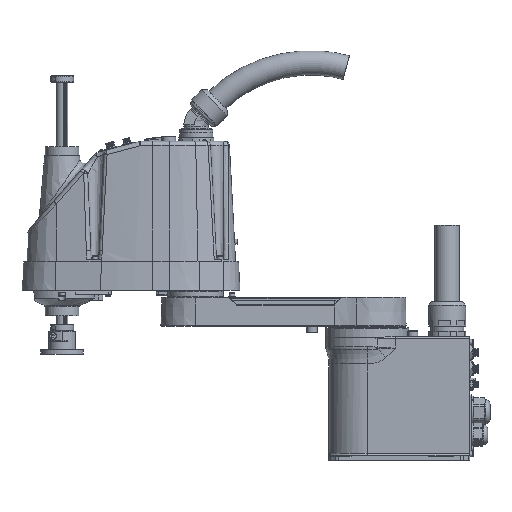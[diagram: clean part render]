
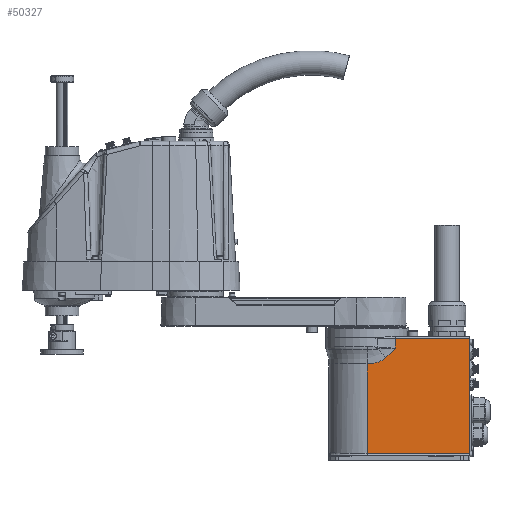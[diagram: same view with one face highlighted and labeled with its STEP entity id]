
A CAD part, front view. The second image highlights one B-rep face of the part: STEP entity #50327.
In plain terms, the highlighted planar face has unit normal (0, -1, 0).
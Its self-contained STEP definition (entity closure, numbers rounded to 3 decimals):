
#96 = DIRECTION ( 'NONE',  ( 0., 0., -1. ) ) ;
#1112 = EDGE_CURVE ( 'NONE', #6584, #61828, #31929, .T. ) ;
#1117 = DIRECTION ( 'NONE',  ( -1., 0., 0. ) ) ;
#5084 = AXIS2_PLACEMENT_3D ( 'NONE', #40876, #39347, #15955 ) ;
#5767 = VECTOR ( 'NONE', #96, 1000. ) ;
#5790 = VERTEX_POINT ( 'NONE', #39389 ) ;
#6584 = VERTEX_POINT ( 'NONE', #7665 ) ;
#7665 = CARTESIAN_POINT ( 'NONE',  ( 37.017, -50., 148. ) ) ;
#8747 = LINE ( 'NONE', #67980, #71982 ) ;
#8752 = CARTESIAN_POINT ( 'NONE',  ( 8.893, -50., 128.1 ) ) ;
#8993 = VECTOR ( 'NONE', #1117, 1000. ) ;
#9115 = CARTESIAN_POINT ( 'NONE',  ( 1.121, -50., 127.27 ) ) ;
#10609 = VERTEX_POINT ( 'NONE', #51630 ) ;
#12114 = VECTOR ( 'NONE', #21914, 1000. ) ;
#12997 = CARTESIAN_POINT ( 'NONE',  ( 28.852, -50., 139.835 ) ) ;
#15344 = CARTESIAN_POINT ( 'NONE',  ( 15.225, -50., 129.993 ) ) ;
#15955 = DIRECTION ( 'NONE',  ( 0., 0., 1. ) ) ;
#16551 = VERTEX_POINT ( 'NONE', #48708 ) ;
#17095 = PLANE ( 'NONE',  #5084 ) ;
#18282 = VERTEX_POINT ( 'NONE', #28620 ) ;
#20079 = CARTESIAN_POINT ( 'NONE',  ( 24.678, -50., 135.845 ) ) ;
#20604 = ORIENTED_EDGE ( 'NONE', *, *, #22080, .T. ) ;
#21213 = CARTESIAN_POINT ( 'NONE',  ( 24.678, -50., 135.845 ) ) ;
#21914 = DIRECTION ( 'NONE',  ( 0., 0., -1. ) ) ;
#22080 = EDGE_CURVE ( 'NONE', #5790, #28995, #22301, .T. ) ;
#22301 = LINE ( 'NONE', #58139, #68026 ) ;
#23188 = CARTESIAN_POINT ( 'NONE',  ( 24.678, -50., 135.845 ) ) ;
#26196 = B_SPLINE_CURVE_WITH_KNOTS ( 'NONE', 3,
 ( #21213, #74640, #57075, #27051, #39524, #39902, #45763, #15344, #68755, #39117, #8752, #50851, #26657, #32518, #9115, #62911 ),
 .UNSPECIFIED., .F., .F.,
 ( 4, 2, 2, 2, 2, 2, 2, 4 ),
 ( 0., 0.003, 0.007, 0.01, 0.013, 0.02, 0.023, 0.027 ),
 .UNSPECIFIED. ) ;
#26657 = CARTESIAN_POINT ( 'NONE',  ( 4.472, -50., 127.476 ) ) ;
#27051 = CARTESIAN_POINT ( 'NONE',  ( 21.183, -50., 133.043 ) ) ;
#28447 = ORIENTED_EDGE ( 'NONE', *, *, #44028, .T. ) ;
#28620 = CARTESIAN_POINT ( 'NONE',  ( 135., -50., 10.075 ) ) ;
#28995 = VERTEX_POINT ( 'NONE', #40768 ) ;
#29732 = CARTESIAN_POINT ( 'NONE',  ( 37.017, -50., 163. ) ) ;
#31878 = ORIENTED_EDGE ( 'NONE', *, *, #47819, .T. ) ;
#31912 = ORIENTED_EDGE ( 'NONE', *, *, #76594, .T. ) ;
#31929 = B_SPLINE_CURVE_WITH_KNOTS ( 'NONE', 3,
 ( #66445, #64922, #12997, #23188 ),
 .UNSPECIFIED., .F., .F.,
 ( 4, 4 ),
 ( 0., 0.017 ),
 .UNSPECIFIED. ) ;
#32518 = CARTESIAN_POINT ( 'NONE',  ( 2.24, -50., 127.311 ) ) ;
#33156 = EDGE_CURVE ( 'NONE', #16551, #18282, #51546, .T. ) ;
#33637 = CARTESIAN_POINT ( 'NONE',  ( 135., -50., 163. ) ) ;
#36698 = ORIENTED_EDGE ( 'NONE', *, *, #33156, .F. ) ;
#39117 = CARTESIAN_POINT ( 'NONE',  ( 11.045, -50., 128.595 ) ) ;
#39347 = DIRECTION ( 'NONE',  ( 0., 1., 0. ) ) ;
#39389 = CARTESIAN_POINT ( 'NONE',  ( 0., -50., 127.27 ) ) ;
#39520 = DIRECTION ( 'NONE',  ( 1., 0., 0. ) ) ;
#39524 = CARTESIAN_POINT ( 'NONE',  ( 20.234, -50., 132.444 ) ) ;
#39902 = CARTESIAN_POINT ( 'NONE',  ( 18.265, -50., 131.35 ) ) ;
#40768 = CARTESIAN_POINT ( 'NONE',  ( 0., -50., 10.075 ) ) ;
#40876 = CARTESIAN_POINT ( 'NONE',  ( 0., -50., 163. ) ) ;
#44028 = EDGE_CURVE ( 'NONE', #10609, #6584, #59342, .T. ) ;
#45763 = CARTESIAN_POINT ( 'NONE',  ( 17.263, -50., 130.864 ) ) ;
#46778 = ORIENTED_EDGE ( 'NONE', *, *, #1112, .T. ) ;
#47819 = EDGE_CURVE ( 'NONE', #28995, #18282, #8747, .T. ) ;
#48708 = CARTESIAN_POINT ( 'NONE',  ( 135., -50., 161. ) ) ;
#50327 = ADVANCED_FACE ( 'NONE', ( #57285 ), #17095, .F. ) ;
#50851 = CARTESIAN_POINT ( 'NONE',  ( 5.589, -50., 127.601 ) ) ;
#51546 = LINE ( 'NONE', #33637, #12114 ) ;
#51630 = CARTESIAN_POINT ( 'NONE',  ( 37.017, -50., 161. ) ) ;
#53685 = ORIENTED_EDGE ( 'NONE', *, *, #54329, .T. ) ;
#54329 = EDGE_CURVE ( 'NONE', #16551, #10609, #54518, .T. ) ;
#54518 = LINE ( 'NONE', #71672, #8993 ) ;
#57075 = CARTESIAN_POINT ( 'NONE',  ( 22.997, -50., 134.353 ) ) ;
#57285 = FACE_OUTER_BOUND ( 'NONE', #76222, .T. ) ;
#58139 = CARTESIAN_POINT ( 'NONE',  ( 0., -50., 163. ) ) ;
#59342 = LINE ( 'NONE', #29732, #5767 ) ;
#61828 = VERTEX_POINT ( 'NONE', #20079 ) ;
#62911 = CARTESIAN_POINT ( 'NONE',  ( 0., -50., 127.27 ) ) ;
#64922 = CARTESIAN_POINT ( 'NONE',  ( 32.934, -50., 143.918 ) ) ;
#66445 = CARTESIAN_POINT ( 'NONE',  ( 37.017, -50., 148. ) ) ;
#67980 = CARTESIAN_POINT ( 'NONE',  ( 0., -50., 10.075 ) ) ;
#68026 = VECTOR ( 'NONE', #76844, 1000. ) ;
#68755 = CARTESIAN_POINT ( 'NONE',  ( 14.191, -50., 129.61 ) ) ;
#71672 = CARTESIAN_POINT ( 'NONE',  ( 37.017, -50., 161. ) ) ;
#71982 = VECTOR ( 'NONE', #39520, 1000. ) ;
#74640 = CARTESIAN_POINT ( 'NONE',  ( 23.862, -50., 135.065 ) ) ;
#76222 = EDGE_LOOP ( 'NONE', ( #36698, #53685, #28447, #46778, #31912, #20604, #31878 ) ) ;
#76594 = EDGE_CURVE ( 'NONE', #61828, #5790, #26196, .T. ) ;
#76844 = DIRECTION ( 'NONE',  ( 0., 0., -1. ) ) ;
